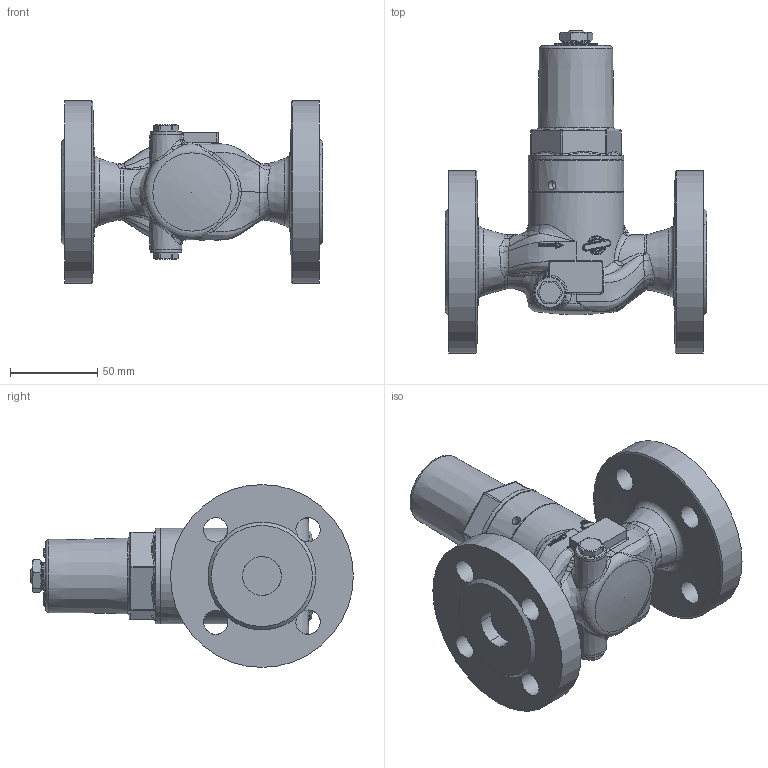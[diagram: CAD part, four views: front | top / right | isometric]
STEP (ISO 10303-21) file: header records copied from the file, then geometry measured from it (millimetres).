
FILE_DESCRIPTION(/* description */ (''),/* implementation_level */ '2;1');
FILE_NAME(/* name */ '082403.stp',/* time_stamp */ '2024-01-22T09:21:45+01:00',/* author */ ('gninka'),/* organization */ (''),/* preprocessor_version */ 'ST-DEVELOPER v19',/* originating_system */ 'Autodesk Inventor 2023',/* authorisation */ '');
FILE_SCHEMA (('AUTOMOTIVE_DESIGN { 1 0 10303 214 3 1 1 }'));
Products named in the file (1): 082403-56330.20240122_step
Bounding box: 150 x 185.28 x 105 mm (x, y, z)
Volume: 665950.4 mm3; surface area: 85796.9 mm2
Topology: 1 solids, 1 shells, 621 faces, 1664 edges, 1030 vertices
Faces by surface type: bspline 322, plane 124, cylinder 95, cone 41, torus 28, sphere 11
Full cylindrical faces by diameter (mm): 2 x1, 5 x1, 5.1 x3, 14 x8, 15 x1, 18 x2, 50 x1, 55 x3, 105 x2
Entity records: 36066 total; most frequent: CARTESIAN_POINT 23178, ORIENTED_EDGE 3260, DIRECTION 1772, EDGE_CURVE 1630, VERTEX_POINT 1030, B_SPLINE_CURVE_WITH_KNOTS 868, AXIS2_PLACEMENT_3D 758, EDGE_LOOP 658
